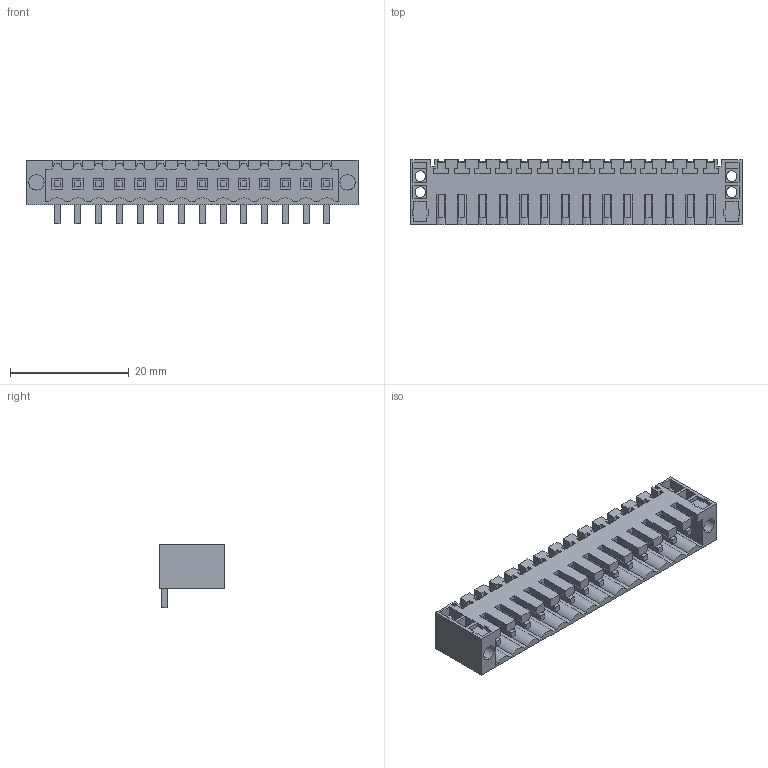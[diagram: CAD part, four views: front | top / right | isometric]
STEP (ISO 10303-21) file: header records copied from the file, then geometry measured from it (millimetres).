
FILE_DESCRIPTION(('CATIA V5 STEP Exchange','CAx-IF Rec.Pracs.--- Model Styling and Organization---1.4--- 2014-01-23'),'2;1');
FILE_NAME ('D1457236_1_1842200000_1842200000.stp','2021-08-12T06:39:13+00:00',('none'),('Weidmueller'),'CATIA Version 5-6 Release 2016 SP3 HF44','CATIA V5 STEP AP214','none');
FILE_SCHEMA(('AUTOMOTIVE_DESIGN { 1 0 10303 214 1 1 1 1 }'));
Length unit declared in the file: millimetre
Products named in the file (1): 1842200000
Bounding box: 56 x 11.05 x 10.65 mm (x, y, z)
Volume: 1979 mm3; surface area: 5246.4 mm2
Topology: 15 solids, 15 shells, 772 faces, 2321 edges, 1585 vertices
Faces by surface type: plane 742, cylinder 30
Entity records: 24482 total; most frequent: ORIENTED_EDGE 4642, CARTESIAN_POINT 4343, DIRECTION 3057, EDGE_CURVE 2321, VECTOR 2261, LINE 2261, VERTEX_POINT 1585, EDGE_LOOP 820
